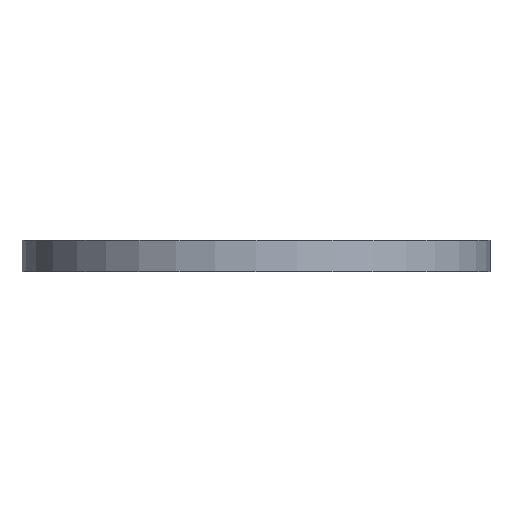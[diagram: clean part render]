
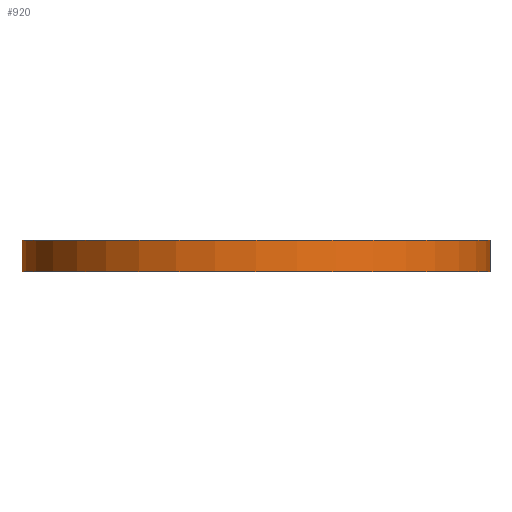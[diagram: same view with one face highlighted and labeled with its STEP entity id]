
A CAD part, front view. The second image highlights one B-rep face of the part: STEP entity #920.
In plain terms, the highlighted cylindrical face has radius 11.995 mm (diameter 23.99 mm), a full revolution.
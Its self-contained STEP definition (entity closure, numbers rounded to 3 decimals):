
#920 = ADVANCED_FACE( '', ( #2084, #2085 ), #2086, .T. );
#2084 = FACE_OUTER_BOUND( '', #5001, .T. );
#2085 = FACE_OUTER_BOUND( '', #5002, .T. );
#2086 = CYLINDRICAL_SURFACE( '', #5003, 11.995 );
#5001 = EDGE_LOOP( '', ( #9467 ) );
#5002 = EDGE_LOOP( '', ( #9468 ) );
#5003 = AXIS2_PLACEMENT_3D( '', #9469, #9470, #9471 );
#9467 = ORIENTED_EDGE( '', *, *, #12888, .T. );
#9468 = ORIENTED_EDGE( '', *, *, #12889, .T. );
#9469 = CARTESIAN_POINT( '', ( 0., 0., 0. ) );
#9470 = DIRECTION( '', ( 0., 0., 1. ) );
#9471 = DIRECTION( '', ( 1., 0., 0. ) );
#12888 = EDGE_CURVE( '', #15355, #15355, #15356, .F. );
#12889 = EDGE_CURVE( '', #15357, #15357, #15358, .F. );
#15355 = VERTEX_POINT( '', #19310 );
#15356 = CIRCLE( '', #19311, 11.995 );
#15357 = VERTEX_POINT( '', #19312 );
#15358 = CIRCLE( '', #19313, 11.995 );
#19310 = CARTESIAN_POINT( '', ( 11.995, 0., 0. ) );
#19311 = AXIS2_PLACEMENT_3D( '', #21889, #21890, #21891 );
#19312 = CARTESIAN_POINT( '', ( -11.995, 0., -1.6 ) );
#19313 = AXIS2_PLACEMENT_3D( '', #21892, #21893, #21894 );
#21889 = CARTESIAN_POINT( '', ( 0., 0., 0. ) );
#21890 = DIRECTION( '', ( 0., 0., 1. ) );
#21891 = DIRECTION( '', ( 1., 0., 0. ) );
#21892 = CARTESIAN_POINT( '', ( 0., 0., -1.6 ) );
#21893 = DIRECTION( '', ( 0., 0., -1. ) );
#21894 = DIRECTION( '', ( -1., 0., 0. ) );
